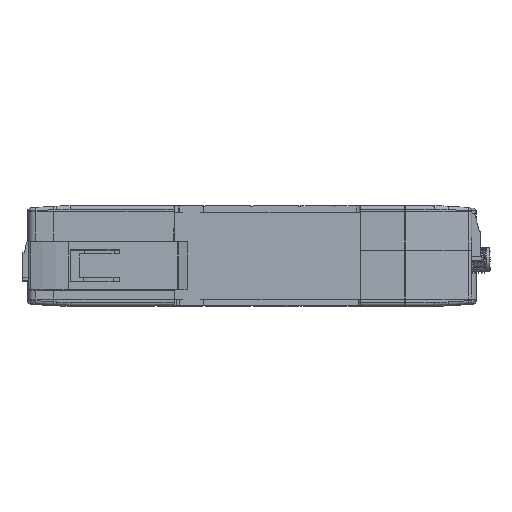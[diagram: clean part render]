
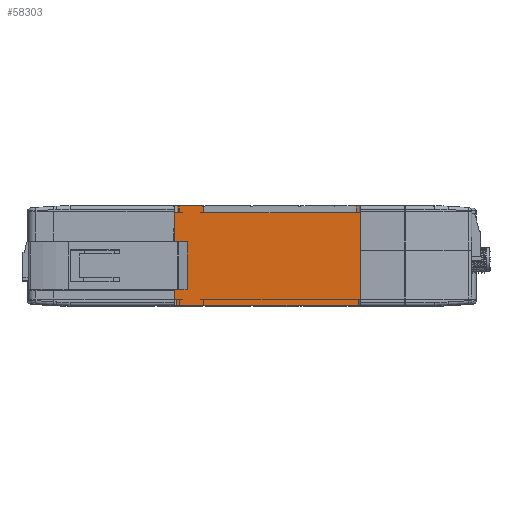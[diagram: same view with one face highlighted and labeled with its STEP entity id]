
A CAD part, top view. The second image highlights one B-rep face of the part: STEP entity #58303.
In plain terms, the highlighted face is planar.
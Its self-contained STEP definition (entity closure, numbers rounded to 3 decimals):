
#3401=FACE_OUTER_BOUND('',#6552,.T.);
#6552=EDGE_LOOP('',(#38890,#38891,#38892,#38893,#38894,#38895,#38896,#38897,
#38898,#38899,#38900,#38901,#38902));
#10063=CIRCLE('',#61743,0.283);
#11101=LINE('',#81721,#17955);
#11102=LINE('',#81723,#17956);
#11103=LINE('',#81725,#17957);
#11104=LINE('',#81727,#17958);
#11105=LINE('',#81729,#17959);
#11106=LINE('',#81731,#17960);
#11107=LINE('',#81733,#17961);
#11108=LINE('',#81735,#17962);
#11109=LINE('',#81737,#17963);
#11110=LINE('',#81739,#17964);
#11111=LINE('',#81743,#17965);
#11112=LINE('',#81744,#17966);
#17955=VECTOR('',#66120,10.);
#17956=VECTOR('',#66121,10.);
#17957=VECTOR('',#66122,10.);
#17958=VECTOR('',#66123,10.);
#17959=VECTOR('',#66124,10.);
#17960=VECTOR('',#66125,10.);
#17961=VECTOR('',#66126,10.);
#17962=VECTOR('',#66127,10.);
#17963=VECTOR('',#66128,10.);
#17964=VECTOR('',#66129,10.);
#17965=VECTOR('',#66132,10.);
#17966=VECTOR('',#66133,10.);
#24809=VERTEX_POINT('',#81719);
#24810=VERTEX_POINT('',#81720);
#24811=VERTEX_POINT('',#81722);
#24812=VERTEX_POINT('',#81724);
#24813=VERTEX_POINT('',#81726);
#24814=VERTEX_POINT('',#81728);
#24815=VERTEX_POINT('',#81730);
#24816=VERTEX_POINT('',#81732);
#24817=VERTEX_POINT('',#81734);
#24818=VERTEX_POINT('',#81736);
#24819=VERTEX_POINT('',#81738);
#24820=VERTEX_POINT('',#81740);
#24821=VERTEX_POINT('',#81742);
#30391=EDGE_CURVE('',#24809,#24810,#11101,.T.);
#30392=EDGE_CURVE('',#24811,#24809,#11102,.T.);
#30393=EDGE_CURVE('',#24811,#24812,#11103,.T.);
#30394=EDGE_CURVE('',#24813,#24812,#11104,.T.);
#30395=EDGE_CURVE('',#24814,#24813,#11105,.T.);
#30396=EDGE_CURVE('',#24814,#24815,#11106,.T.);
#30397=EDGE_CURVE('',#24815,#24816,#11107,.T.);
#30398=EDGE_CURVE('',#24816,#24817,#11108,.T.);
#30399=EDGE_CURVE('',#24817,#24818,#11109,.T.);
#30400=EDGE_CURVE('',#24818,#24819,#11110,.T.);
#30401=EDGE_CURVE('',#24819,#24820,#10063,.T.);
#30402=EDGE_CURVE('',#24820,#24821,#11111,.T.);
#30403=EDGE_CURVE('',#24821,#24810,#11112,.T.);
#38890=ORIENTED_EDGE('',*,*,#30391,.F.);
#38891=ORIENTED_EDGE('',*,*,#30392,.F.);
#38892=ORIENTED_EDGE('',*,*,#30393,.T.);
#38893=ORIENTED_EDGE('',*,*,#30394,.F.);
#38894=ORIENTED_EDGE('',*,*,#30395,.F.);
#38895=ORIENTED_EDGE('',*,*,#30396,.T.);
#38896=ORIENTED_EDGE('',*,*,#30397,.T.);
#38897=ORIENTED_EDGE('',*,*,#30398,.T.);
#38898=ORIENTED_EDGE('',*,*,#30399,.T.);
#38899=ORIENTED_EDGE('',*,*,#30400,.T.);
#38900=ORIENTED_EDGE('',*,*,#30401,.T.);
#38901=ORIENTED_EDGE('',*,*,#30402,.T.);
#38902=ORIENTED_EDGE('',*,*,#30403,.T.);
#55888=PLANE('',#61742);
#58303=ADVANCED_FACE('',(#3401),#55888,.T.);
#61742=AXIS2_PLACEMENT_3D('',#81718,#66118,#66119);
#61743=AXIS2_PLACEMENT_3D('',#81741,#66130,#66131);
#66118=DIRECTION('center_axis',(0.,0.,-1.));
#66119=DIRECTION('ref_axis',(1.,0.,0.));
#66120=DIRECTION('',(1.,0.,0.));
#66121=DIRECTION('',(0.,1.,0.));
#66122=DIRECTION('',(-1.,0.,0.));
#66123=DIRECTION('',(0.,-1.,0.));
#66124=DIRECTION('',(1.,0.,0.));
#66125=DIRECTION('',(0.,1.,0.));
#66126=DIRECTION('',(1.,0.,0.));
#66127=DIRECTION('',(0.,-1.,0.));
#66128=DIRECTION('',(1.,0.,0.));
#66129=DIRECTION('',(0.,1.,0.));
#66130=DIRECTION('center_axis',(0.,0.,-1.));
#66131=DIRECTION('ref_axis',(0.101,-0.995,0.));
#66132=DIRECTION('',(1.,0.,0.));
#66133=DIRECTION('',(0.,-1.,0.));
#81718=CARTESIAN_POINT('Origin',(-3.798,-1.25,-26.4));
#81719=CARTESIAN_POINT('',(16.936,-11.,-26.4));
#81720=CARTESIAN_POINT('',(17.5,-11.,-26.4));
#81721=CARTESIAN_POINT('',(-1.899,-11.,-26.4));
#81722=CARTESIAN_POINT('',(16.936,-12.5,-26.4));
#81723=CARTESIAN_POINT('',(16.936,0.,-26.4));
#81724=CARTESIAN_POINT('',(-23.936,-12.5,-26.4));
#81725=CARTESIAN_POINT('',(17.5,-12.5,-26.4));
#81726=CARTESIAN_POINT('',(-23.936,-11.,-26.4));
#81727=CARTESIAN_POINT('',(-23.936,0.,-26.4));
#81728=CARTESIAN_POINT('',(-25.096,-11.,-26.4));
#81729=CARTESIAN_POINT('',(-1.899,-11.,-26.4));
#81730=CARTESIAN_POINT('',(-25.096,10.,-26.4));
#81731=CARTESIAN_POINT('',(-25.096,-12.5,-26.4));
#81732=CARTESIAN_POINT('',(-23.5,10.,-26.4));
#81733=CARTESIAN_POINT('',(-25.096,10.,-26.4));
#81734=CARTESIAN_POINT('',(-23.5,8.5,-26.4));
#81735=CARTESIAN_POINT('',(-23.5,8.5,-26.4));
#81736=CARTESIAN_POINT('',(10.829,8.5,-26.4));
#81737=CARTESIAN_POINT('',(10.829,8.5,-26.4));
#81738=CARTESIAN_POINT('',(10.829,9.851,-26.4));
#81739=CARTESIAN_POINT('',(10.829,9.851,-26.4));
#81740=CARTESIAN_POINT('',(10.55,10.,-26.4));
#81741=CARTESIAN_POINT('Origin',(10.8,10.133,-26.4));
#81742=CARTESIAN_POINT('',(17.5,10.,-26.4));
#81743=CARTESIAN_POINT('',(-25.096,10.,-26.4));
#81744=CARTESIAN_POINT('',(17.5,10.,-26.4));
